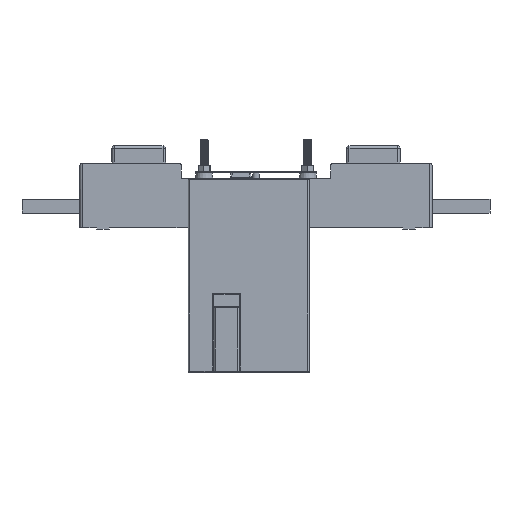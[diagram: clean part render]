
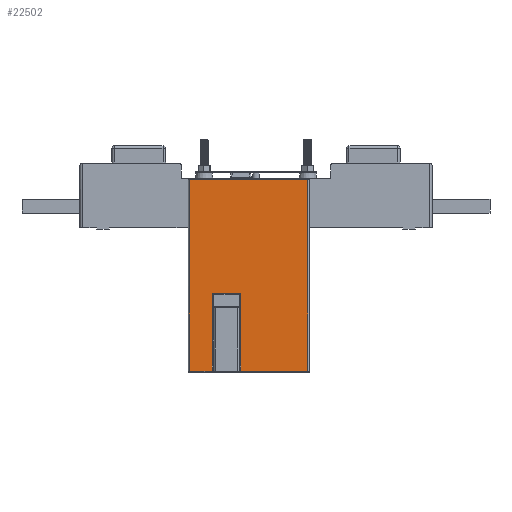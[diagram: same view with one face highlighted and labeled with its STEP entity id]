
A CAD part, front view. The second image highlights one B-rep face of the part: STEP entity #22502.
In plain terms, the highlighted planar face has unit normal (0, -1, 0).
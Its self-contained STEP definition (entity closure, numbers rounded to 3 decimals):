
#107 = VERTEX_POINT ( 'NONE', #43007 ) ;
#2005 = FACE_OUTER_BOUND ( 'NONE', #42262, .T. ) ;
#2353 = CARTESIAN_POINT ( 'NONE',  ( 58.5, -64., -240.5 ) ) ;
#2390 = VECTOR ( 'NONE', #40752, 1000. ) ;
#2671 = VERTEX_POINT ( 'NONE', #34069 ) ;
#3075 = VERTEX_POINT ( 'NONE', #7903 ) ;
#5801 = VERTEX_POINT ( 'NONE', #21690 ) ;
#6102 = CARTESIAN_POINT ( 'NONE',  ( 197., -64., -240.5 ) ) ;
#7239 = VECTOR ( 'NONE', #46797, 1000. ) ;
#7617 = LINE ( 'NONE', #12554, #25659 ) ;
#7724 = CARTESIAN_POINT ( 'NONE',  ( 197., -64., -150.5 ) ) ;
#7903 = CARTESIAN_POINT ( 'NONE',  ( 85., -64., -150.5 ) ) ;
#8220 = CARTESIAN_POINT ( 'NONE',  ( 58.5, -64., -385.178 ) ) ;
#9173 = CARTESIAN_POINT ( 'NONE',  ( 197., -64., -385.178 ) ) ;
#9721 = VERTEX_POINT ( 'NONE', #40343 ) ;
#10314 = DIRECTION ( 'NONE',  ( 0., 0., 1. ) ) ;
#11688 = EDGE_CURVE ( 'NONE', #3075, #45030, #16788, .T. ) ;
#11700 = ORIENTED_EDGE ( 'NONE', *, *, #19225, .T. ) ;
#11828 = ORIENTED_EDGE ( 'NONE', *, *, #11688, .T. ) ;
#12338 = ORIENTED_EDGE ( 'NONE', *, *, #17543, .T. ) ;
#12554 = CARTESIAN_POINT ( 'NONE',  ( 118., -64., -385.178 ) ) ;
#14031 = EDGE_CURVE ( 'NONE', #107, #31908, #43172, .T. ) ;
#14413 = CARTESIAN_POINT ( 'NONE',  ( 118., -64., -150.5 ) ) ;
#14559 = CARTESIAN_POINT ( 'NONE',  ( 197., -64., -19.5 ) ) ;
#14662 = EDGE_CURVE ( 'NONE', #45030, #36707, #7617, .T. ) ;
#14719 = DIRECTION ( 'NONE',  ( -1., 0., 0. ) ) ;
#15268 = DIRECTION ( 'NONE',  ( 0., 0., -1. ) ) ;
#15755 = EDGE_CURVE ( 'NONE', #5801, #3075, #28915, .T. ) ;
#16788 = LINE ( 'NONE', #7724, #7239 ) ;
#17126 = CARTESIAN_POINT ( 'NONE',  ( 195.5, -64., -385.178 ) ) ;
#17543 = EDGE_CURVE ( 'NONE', #36707, #2671, #40099, .T. ) ;
#18063 = DIRECTION ( 'NONE',  ( 1., 0., 0. ) ) ;
#19225 = EDGE_CURVE ( 'NONE', #31908, #5801, #44512, .T. ) ;
#21467 = ORIENTED_EDGE ( 'NONE', *, *, #14662, .T. ) ;
#21505 = EDGE_CURVE ( 'NONE', #2671, #9721, #25772, .T. ) ;
#21690 = CARTESIAN_POINT ( 'NONE',  ( 85., -64., -240.5 ) ) ;
#22324 = CARTESIAN_POINT ( 'NONE',  ( 85., -64., -385.178 ) ) ;
#22502 = ADVANCED_FACE ( 'NONE', ( #2005 ), #23215, .F. ) ;
#23040 = VECTOR ( 'NONE', #18063, 1000. ) ;
#23215 = PLANE ( 'NONE',  #28321 ) ;
#25659 = VECTOR ( 'NONE', #35075, 1000. ) ;
#25772 = LINE ( 'NONE', #17126, #34199 ) ;
#26877 = DIRECTION ( 'NONE',  ( 0., 1., 0. ) ) ;
#27322 = LINE ( 'NONE', #14559, #30121 ) ;
#28321 = AXIS2_PLACEMENT_3D ( 'NONE', #9173, #26877, #30792 ) ;
#28915 = LINE ( 'NONE', #22324, #2390 ) ;
#30121 = VECTOR ( 'NONE', #14719, 1000. ) ;
#30278 = ORIENTED_EDGE ( 'NONE', *, *, #42998, .T. ) ;
#30757 = VECTOR ( 'NONE', #15268, 1000. ) ;
#30792 = DIRECTION ( 'NONE',  ( 0., 0., 1. ) ) ;
#31908 = VERTEX_POINT ( 'NONE', #2353 ) ;
#34069 = CARTESIAN_POINT ( 'NONE',  ( 195.5, -64., -240.5 ) ) ;
#34199 = VECTOR ( 'NONE', #10314, 1000. ) ;
#35075 = DIRECTION ( 'NONE',  ( 0., 0., -1. ) ) ;
#35410 = DIRECTION ( 'NONE',  ( 1., 0., 0. ) ) ;
#35737 = CARTESIAN_POINT ( 'NONE',  ( 86.5, -64., -240.5 ) ) ;
#36707 = VERTEX_POINT ( 'NONE', #42745 ) ;
#39908 = ORIENTED_EDGE ( 'NONE', *, *, #15755, .T. ) ;
#40099 = LINE ( 'NONE', #6102, #45684 ) ;
#40343 = CARTESIAN_POINT ( 'NONE',  ( 195.5, -64., -19.5 ) ) ;
#40752 = DIRECTION ( 'NONE',  ( 0., 0., 1. ) ) ;
#42262 = EDGE_LOOP ( 'NONE', ( #30278, #46567, #11700, #39908, #11828, #21467, #12338, #44326 ) ) ;
#42745 = CARTESIAN_POINT ( 'NONE',  ( 118., -64., -240.5 ) ) ;
#42998 = EDGE_CURVE ( 'NONE', #9721, #107, #27322, .T. ) ;
#43007 = CARTESIAN_POINT ( 'NONE',  ( 58.5, -64., -19.5 ) ) ;
#43172 = LINE ( 'NONE', #8220, #30757 ) ;
#44326 = ORIENTED_EDGE ( 'NONE', *, *, #21505, .T. ) ;
#44512 = LINE ( 'NONE', #35737, #23040 ) ;
#45030 = VERTEX_POINT ( 'NONE', #14413 ) ;
#45684 = VECTOR ( 'NONE', #35410, 1000. ) ;
#46567 = ORIENTED_EDGE ( 'NONE', *, *, #14031, .T. ) ;
#46797 = DIRECTION ( 'NONE',  ( 1., 0., 0. ) ) ;
